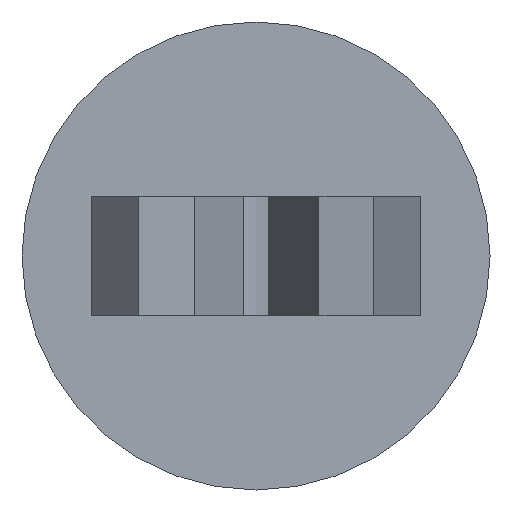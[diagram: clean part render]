
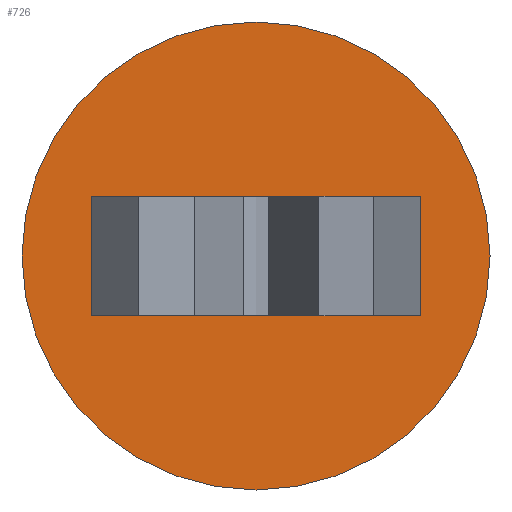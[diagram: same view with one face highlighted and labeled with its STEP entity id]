
A CAD part, front view. The second image highlights one B-rep face of the part: STEP entity #726.
In plain terms, the highlighted planar face has unit normal (0, -1, 0).
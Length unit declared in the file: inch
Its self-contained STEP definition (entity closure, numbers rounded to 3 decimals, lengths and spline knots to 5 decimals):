
#14 = LINE ( 'NONE', #921, #2214 ) ;
#47 = LINE ( 'NONE', #947, #276 ) ;
#115 = DIRECTION ( 'NONE',  ( 0., 0., 1. ) ) ;
#132 = EDGE_CURVE ( 'NONE', #486, #191, #14, .T. ) ;
#143 = CARTESIAN_POINT ( 'NONE',  ( 0., 0., 0. ) ) ;
#157 = EDGE_CURVE ( 'NONE', #191, #574, #641, .T. ) ;
#158 = DIRECTION ( 'NONE',  ( 0., 1., 0. ) ) ;
#191 = VERTEX_POINT ( 'NONE', #1007 ) ;
#225 = DIRECTION ( 'NONE',  ( -1., 0., 0. ) ) ;
#226 = EDGE_CURVE ( 'NONE', #1646, #1646, #1178, .T. ) ;
#242 = EDGE_CURVE ( 'NONE', #1741, #806, #1631, .T. ) ;
#276 = VECTOR ( 'NONE', #1137, 39.37008 ) ;
#284 = EDGE_CURVE ( 'NONE', #1741, #293, #1200, .T. ) ;
#293 = VERTEX_POINT ( 'NONE', #2216 ) ;
#299 = ORIENTED_EDGE ( 'NONE', *, *, #157, .F. ) ;
#303 = DIRECTION ( 'NONE',  ( 0., 0., 1. ) ) ;
#336 = CARTESIAN_POINT ( 'NONE',  ( 0., 0., 0.016 ) ) ;
#345 = CARTESIAN_POINT ( 'NONE',  ( 0.018, 0., -0.016 ) ) ;
#375 = DIRECTION ( 'NONE',  ( 1., 0., 0. ) ) ;
#479 = VECTOR ( 'NONE', #225, 39.37008 ) ;
#486 = VERTEX_POINT ( 'NONE', #2125 ) ;
#508 = CARTESIAN_POINT ( 'NONE',  ( -0.018, 0., 0.016 ) ) ;
#574 = VERTEX_POINT ( 'NONE', #508 ) ;
#578 = EDGE_CURVE ( 'NONE', #1902, #293, #2090, .T. ) ;
#588 = ORIENTED_EDGE ( 'NONE', *, *, #132, .F. ) ;
#592 = ORIENTED_EDGE ( 'NONE', *, *, #893, .T. ) ;
#641 = LINE ( 'NONE', #336, #479 ) ;
#646 = CARTESIAN_POINT ( 'NONE',  ( 0.018, 0., -0.016 ) ) ;
#647 = ORIENTED_EDGE ( 'NONE', *, *, #226, .F. ) ;
#653 = LINE ( 'NONE', #2141, #1421 ) ;
#691 = ORIENTED_EDGE ( 'NONE', *, *, #284, .T. ) ;
#697 = DIRECTION ( 'NONE',  ( -1., 0., 0. ) ) ;
#709 = LINE ( 'NONE', #2035, #736 ) ;
#726 = ADVANCED_FACE ( 'NONE', ( #1345, #1149 ), #1039, .F. ) ;
#736 = VECTOR ( 'NONE', #2202, 39.37008 ) ;
#806 = VERTEX_POINT ( 'NONE', #1399 ) ;
#872 = CARTESIAN_POINT ( 'NONE',  ( -0.00326, 0., -0.016 ) ) ;
#893 = EDGE_CURVE ( 'NONE', #1902, #1744, #709, .T. ) ;
#921 = CARTESIAN_POINT ( 'NONE',  ( 0.018, 0., 0.016 ) ) ;
#947 = CARTESIAN_POINT ( 'NONE',  ( -0.018, 0., -0.016 ) ) ;
#1007 = CARTESIAN_POINT ( 'NONE',  ( -0.00326, 0., 0.016 ) ) ;
#1016 = AXIS2_PLACEMENT_3D ( 'NONE', #1028, #2209, #1211 ) ;
#1028 = CARTESIAN_POINT ( 'NONE',  ( 0., 0., 0. ) ) ;
#1039 = PLANE ( 'NONE',  #1347 ) ;
#1124 = ORIENTED_EDGE ( 'NONE', *, *, #242, .F. ) ;
#1137 = DIRECTION ( 'NONE',  ( 0., 0., -1. ) ) ;
#1149 = FACE_OUTER_BOUND ( 'NONE', #1785, .T. ) ;
#1178 = CIRCLE ( 'NONE', #1016, 0.0625 ) ;
#1200 = LINE ( 'NONE', #1897, #1219 ) ;
#1211 = DIRECTION ( 'NONE',  ( 0., 0., -1. ) ) ;
#1215 = VECTOR ( 'NONE', #303, 39.37008 ) ;
#1219 = VECTOR ( 'NONE', #2046, 39.37008 ) ;
#1294 = DIRECTION ( 'NONE',  ( 1., 0., 0. ) ) ;
#1345 = FACE_BOUND ( 'NONE', #1771, .T. ) ;
#1347 = AXIS2_PLACEMENT_3D ( 'NONE', #143, #158, #115 ) ;
#1399 = CARTESIAN_POINT ( 'NONE',  ( 0.018, 0., 0.016 ) ) ;
#1421 = VECTOR ( 'NONE', #1294, 39.37008 ) ;
#1631 = LINE ( 'NONE', #646, #1215 ) ;
#1646 = VERTEX_POINT ( 'NONE', #1654 ) ;
#1654 = CARTESIAN_POINT ( 'NONE',  ( 0., 0., -0.0625 ) ) ;
#1741 = VERTEX_POINT ( 'NONE', #2194 ) ;
#1744 = VERTEX_POINT ( 'NONE', #2026 ) ;
#1771 = EDGE_LOOP ( 'NONE', ( #588, #1830, #1124, #691, #2065, #592, #1828, #299 ) ) ;
#1785 = EDGE_LOOP ( 'NONE', ( #647 ) ) ;
#1827 = VECTOR ( 'NONE', #375, 39.37008 ) ;
#1828 = ORIENTED_EDGE ( 'NONE', *, *, #2177, .F. ) ;
#1830 = ORIENTED_EDGE ( 'NONE', *, *, #2206, .T. ) ;
#1897 = CARTESIAN_POINT ( 'NONE',  ( -0.03535, 0., -0.016 ) ) ;
#1902 = VERTEX_POINT ( 'NONE', #872 ) ;
#2026 = CARTESIAN_POINT ( 'NONE',  ( -0.018, 0., -0.016 ) ) ;
#2035 = CARTESIAN_POINT ( 'NONE',  ( -0.03535, 0., -0.016 ) ) ;
#2046 = DIRECTION ( 'NONE',  ( -1., 0., 0. ) ) ;
#2065 = ORIENTED_EDGE ( 'NONE', *, *, #578, .F. ) ;
#2090 = LINE ( 'NONE', #345, #1827 ) ;
#2125 = CARTESIAN_POINT ( 'NONE',  ( 0.00326, 0., 0.016 ) ) ;
#2141 = CARTESIAN_POINT ( 'NONE',  ( -0.05035, 0., 0.016 ) ) ;
#2177 = EDGE_CURVE ( 'NONE', #574, #1744, #47, .T. ) ;
#2194 = CARTESIAN_POINT ( 'NONE',  ( 0.018, 0., -0.016 ) ) ;
#2202 = DIRECTION ( 'NONE',  ( -1., 0., 0. ) ) ;
#2206 = EDGE_CURVE ( 'NONE', #486, #806, #653, .T. ) ;
#2209 = DIRECTION ( 'NONE',  ( 0., 1., 0. ) ) ;
#2214 = VECTOR ( 'NONE', #697, 39.37008 ) ;
#2216 = CARTESIAN_POINT ( 'NONE',  ( 0.00326, 0., -0.016 ) ) ;
